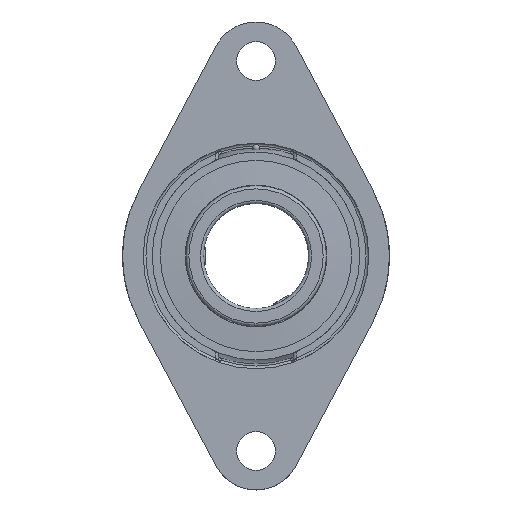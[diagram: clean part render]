
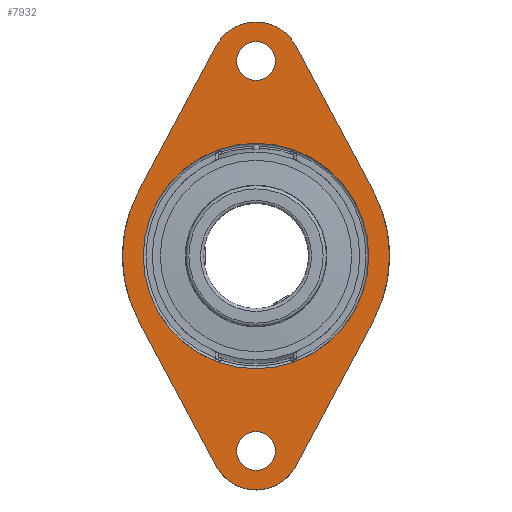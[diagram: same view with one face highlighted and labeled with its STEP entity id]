
A CAD part, left-side view. The second image highlights one B-rep face of the part: STEP entity #7932.
In plain terms, the highlighted face is planar.
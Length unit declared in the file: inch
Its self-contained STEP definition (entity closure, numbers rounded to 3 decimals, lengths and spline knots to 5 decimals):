
#5298=CARTESIAN_POINT('',(0.8531,-1.53845,-0.));
#5299=VERTEX_POINT('',#5298);
#5306=CARTESIAN_POINT('',(2.7585,-0.52093,-0.));
#5307=VERTEX_POINT('',#5306);
#5308=CARTESIAN_POINT('',(0.8531,-1.53845,-0.));
#5309=DIRECTION('',(0.882,0.471,0.));
#5310=VECTOR('',#5309,0.85042);
#5311=LINE('',#5308,#5310);
#5312=EDGE_CURVE('',#5299,#5307,#5311,.T.);
#5331=CARTESIAN_POINT('',(-0.8531,-1.53845,-0.));
#5332=VERTEX_POINT('',#5331);
#5339=CARTESIAN_POINT('',(-0.,0.05906,0.));
#5340=DIRECTION('',(0.,-0.,1.));
#5341=DIRECTION('',(1.,0.,0.));
#5342=AXIS2_PLACEMENT_3D('',#5339,#5340,#5341);
#5343=CIRCLE('',#5342,1.81102);
#5344=EDGE_CURVE('',#5332,#5299,#5343,.T.);
#5357=CARTESIAN_POINT('',(-2.7585,-0.52093,-0.));
#5358=VERTEX_POINT('',#5357);
#5365=CARTESIAN_POINT('',(-2.7585,-0.52093,-0.));
#5366=DIRECTION('',(0.882,-0.471,-0.));
#5367=VECTOR('',#5366,0.85042);
#5368=LINE('',#5365,#5367);
#5369=EDGE_CURVE('',#5358,#5332,#5368,.T.);
#5430=CARTESIAN_POINT('',(2.7585,0.52093,0.));
#5431=VERTEX_POINT('',#5430);
#5432=CARTESIAN_POINT('',(2.48031,-0.,-0.));
#5433=DIRECTION('',(0.,-0.,1.));
#5434=DIRECTION('',(1.,0.,0.));
#5435=AXIS2_PLACEMENT_3D('',#5432,#5433,#5434);
#5436=CIRCLE('',#5435,0.59055);
#5437=EDGE_CURVE('',#5307,#5431,#5436,.T.);
#7453=CARTESIAN_POINT('',(-0.,-1.47965,-0.));
#7454=VERTEX_POINT('',#7453);
#7475=CARTESIAN_POINT('',(0.,1.47965,0.));
#7476=VERTEX_POINT('',#7475);
#7477=CARTESIAN_POINT('',(0.,0.,0.));
#7478=DIRECTION('',(0.,-0.,1.));
#7479=DIRECTION('',(0.,1.,0.));
#7480=AXIS2_PLACEMENT_3D('',#7477,#7478,#7479);
#7481=CIRCLE('',#7480,1.47965);
#7482=EDGE_CURVE('',#7476,#7454,#7481,.T.);
#7484=CARTESIAN_POINT('',(0.,0.,0.));
#7485=DIRECTION('',(0.,-0.,1.));
#7486=DIRECTION('',(0.,1.,0.));
#7487=AXIS2_PLACEMENT_3D('',#7484,#7485,#7486);
#7488=CIRCLE('',#7487,1.47965);
#7489=EDGE_CURVE('',#7454,#7476,#7488,.T.);
#7823=CARTESIAN_POINT('',(2.30315,0.,0.));
#7824=VERTEX_POINT('',#7823);
#7831=CARTESIAN_POINT('',(2.55906,0.,0.));
#7832=DIRECTION('',(0.,-0.,1.));
#7833=DIRECTION('',(1.,0.,0.));
#7834=AXIS2_PLACEMENT_3D('',#7831,#7832,#7833);
#7835=CIRCLE('',#7834,0.25591);
#7836=EDGE_CURVE('',#7824,#7824,#7835,.T.);
#7849=CARTESIAN_POINT('',(-2.81496,0.,0.));
#7850=VERTEX_POINT('',#7849);
#7857=CARTESIAN_POINT('',(-2.55906,0.,0.));
#7858=DIRECTION('',(0.,-0.,1.));
#7859=DIRECTION('',(1.,0.,0.));
#7860=AXIS2_PLACEMENT_3D('',#7857,#7858,#7859);
#7861=CIRCLE('',#7860,0.25591);
#7862=EDGE_CURVE('',#7850,#7850,#7861,.T.);
#7870=CARTESIAN_POINT('',(0.,0.,0.));
#7871=DIRECTION('',(0.,-0.,1.));
#7872=DIRECTION('',(1.,0.,0.));
#7873=AXIS2_PLACEMENT_3D('',#7870,#7871,#7872);
#7874=PLANE('',#7873);
#7875=ORIENTED_EDGE('',*,*,#7482,.T.);
#7876=ORIENTED_EDGE('',*,*,#7489,.T.);
#7877=EDGE_LOOP('',(#7875,#7876));
#7878=FACE_BOUND('',#7877,.T.);
#7879=CARTESIAN_POINT('',(-0.8531,1.53845,0.));
#7880=VERTEX_POINT('',#7879);
#7881=CARTESIAN_POINT('',(-2.7585,0.52093,0.));
#7882=VERTEX_POINT('',#7881);
#7883=CARTESIAN_POINT('',(-0.8531,1.53845,0.));
#7884=DIRECTION('',(-0.882,-0.471,-0.));
#7885=VECTOR('',#7884,0.85042);
#7886=LINE('',#7883,#7885);
#7887=EDGE_CURVE('',#7880,#7882,#7886,.T.);
#7888=ORIENTED_EDGE('',*,*,#7887,.F.);
#7889=CARTESIAN_POINT('',(0.8531,1.53845,0.));
#7890=VERTEX_POINT('',#7889);
#7891=CARTESIAN_POINT('',(-0.,-0.05906,-0.));
#7892=DIRECTION('',(0.,-0.,1.));
#7893=DIRECTION('',(1.,0.,0.));
#7894=AXIS2_PLACEMENT_3D('',#7891,#7892,#7893);
#7895=CIRCLE('',#7894,1.81102);
#7896=EDGE_CURVE('',#7890,#7880,#7895,.T.);
#7897=ORIENTED_EDGE('',*,*,#7896,.F.);
#7898=CARTESIAN_POINT('',(2.7585,0.52093,0.));
#7899=DIRECTION('',(-0.882,0.471,0.));
#7900=VECTOR('',#7899,0.85042);
#7901=LINE('',#7898,#7900);
#7902=EDGE_CURVE('',#5431,#7890,#7901,.T.);
#7903=ORIENTED_EDGE('',*,*,#7902,.F.);
#7904=ORIENTED_EDGE('',*,*,#5437,.F.);
#7905=ORIENTED_EDGE('',*,*,#5312,.F.);
#7906=ORIENTED_EDGE('',*,*,#5344,.F.);
#7907=ORIENTED_EDGE('',*,*,#5369,.F.);
#7908=CARTESIAN_POINT('',(-3.07087,0.,0.));
#7909=VERTEX_POINT('',#7908);
#7910=CARTESIAN_POINT('',(-2.48031,0.,0.));
#7911=DIRECTION('',(0.,-0.,1.));
#7912=DIRECTION('',(1.,0.,0.));
#7913=AXIS2_PLACEMENT_3D('',#7910,#7911,#7912);
#7914=CIRCLE('',#7913,0.59055);
#7915=EDGE_CURVE('',#7909,#5358,#7914,.T.);
#7916=ORIENTED_EDGE('',*,*,#7915,.F.);
#7917=CARTESIAN_POINT('',(-2.48031,0.,0.));
#7918=DIRECTION('',(0.,-0.,1.));
#7919=DIRECTION('',(1.,0.,0.));
#7920=AXIS2_PLACEMENT_3D('',#7917,#7918,#7919);
#7921=CIRCLE('',#7920,0.59055);
#7922=EDGE_CURVE('',#7882,#7909,#7921,.T.);
#7923=ORIENTED_EDGE('',*,*,#7922,.F.);
#7924=EDGE_LOOP('',(#7888,#7897,#7903,#7904,#7905,#7906,#7907,#7916,#7923));
#7925=FACE_BOUND('',#7924,.T.);
#7926=ORIENTED_EDGE('',*,*,#7862,.T.);
#7927=EDGE_LOOP('',(#7926));
#7928=FACE_BOUND('',#7927,.T.);
#7929=ORIENTED_EDGE('',*,*,#7836,.T.);
#7930=EDGE_LOOP('',(#7929));
#7931=FACE_BOUND('',#7930,.T.);
#7932=ADVANCED_FACE('',(#7878,#7925,#7928,#7931),#7874,.F.);
